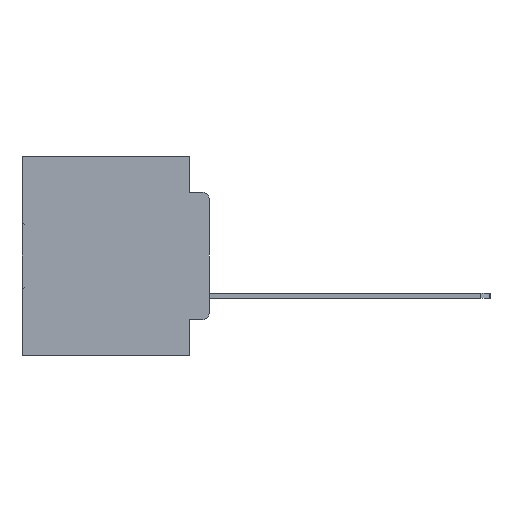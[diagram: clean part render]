
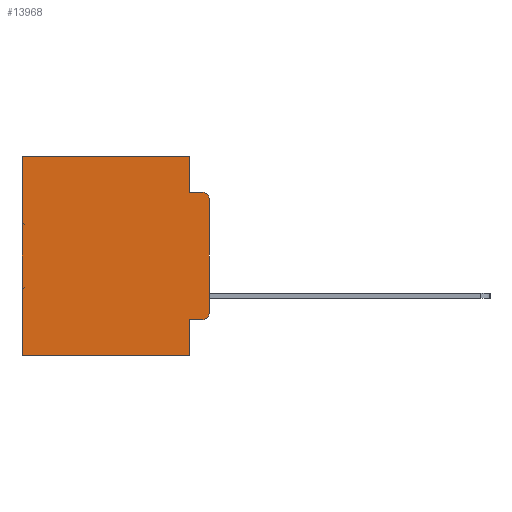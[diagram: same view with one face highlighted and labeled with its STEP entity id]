
A CAD part, left-side view. The second image highlights one B-rep face of the part: STEP entity #13968.
In plain terms, the highlighted planar face has unit normal (-1, 0, 0).
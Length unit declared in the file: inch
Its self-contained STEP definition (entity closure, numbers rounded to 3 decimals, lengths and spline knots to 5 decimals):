
#382 = AXIS2_PLACEMENT_3D ( 'NONE', #2895, #21861, #5614 ) ;
#386 = VERTEX_POINT ( 'NONE', #24367 ) ;
#902 = CARTESIAN_POINT ( 'NONE',  ( 0.298, 0.051, -0.4115 ) ) ;
#1010 = AXIS2_PLACEMENT_3D ( 'NONE', #22587, #6334, #25283 ) ;
#1103 = VERTEX_POINT ( 'NONE', #6960 ) ;
#1802 = LINE ( 'NONE', #19984, #15429 ) ;
#1829 = DIRECTION ( 'NONE',  ( 0., -1., 0. ) ) ;
#2164 = CARTESIAN_POINT ( 'NONE',  ( 0.298, 0.02, -0.0885 ) ) ;
#2289 = LINE ( 'NONE', #902, #8674 ) ;
#2411 = VERTEX_POINT ( 'NONE', #31475 ) ;
#2895 = CARTESIAN_POINT ( 'NONE',  ( 0.298, 0., 0. ) ) ;
#3222 = CARTESIAN_POINT ( 'NONE',  ( 0.298, 0.473, 0. ) ) ;
#3476 = CARTESIAN_POINT ( 'NONE',  ( 0.298, 0., -0.3915 ) ) ;
#3907 = CARTESIAN_POINT ( 'NONE',  ( 0.298, 0.051, -0.4115 ) ) ;
#4054 = VERTEX_POINT ( 'NONE', #3476 ) ;
#4079 = EDGE_CURVE ( 'NONE', #386, #4054, #27997, .T. ) ;
#4095 = CARTESIAN_POINT ( 'NONE',  ( 0.298, 0.02, -0.4115 ) ) ;
#4385 = VERTEX_POINT ( 'NONE', #2164 ) ;
#4734 = ORIENTED_EDGE ( 'NONE', *, *, #30004, .F. ) ;
#5614 = DIRECTION ( 'NONE',  ( 0., 0., -1. ) ) ;
#5822 = EDGE_LOOP ( 'NONE', ( #27985, #19200, #4734, #10307, #11048, #21185, #27482, #33902, #29468, #29409 ) ) ;
#5824 = CIRCLE ( 'NONE', #1010, 0.02 ) ;
#6334 = DIRECTION ( 'NONE',  ( -1., 0., 0. ) ) ;
#6464 = DIRECTION ( 'NONE',  ( 0., 0., -1. ) ) ;
#6486 = CARTESIAN_POINT ( 'NONE',  ( 0.298, 0.02, -0.1085 ) ) ;
#6660 = LINE ( 'NONE', #24051, #26516 ) ;
#6960 = CARTESIAN_POINT ( 'NONE',  ( 0.298, 0.051, -0.0885 ) ) ;
#7886 = EDGE_CURVE ( 'NONE', #29849, #33511, #30147, .T. ) ;
#8091 = AXIS2_PLACEMENT_3D ( 'NONE', #6486, #25430, #9254 ) ;
#8426 = VECTOR ( 'NONE', #30053, 39.37008 ) ;
#8674 = VECTOR ( 'NONE', #33141, 39.37008 ) ;
#9254 = DIRECTION ( 'NONE',  ( 0., 0., -1. ) ) ;
#9698 = DIRECTION ( 'NONE',  ( 0., 1., 0. ) ) ;
#10307 = ORIENTED_EDGE ( 'NONE', *, *, #28276, .F. ) ;
#10487 = FACE_OUTER_BOUND ( 'NONE', #5822, .T. ) ;
#11048 = ORIENTED_EDGE ( 'NONE', *, *, #7886, .T. ) ;
#11229 = VECTOR ( 'NONE', #1829, 39.37008 ) ;
#11437 = CARTESIAN_POINT ( 'NONE',  ( 0.298, 0.051, 0. ) ) ;
#11868 = CARTESIAN_POINT ( 'NONE',  ( 0.298, 0.473, 0. ) ) ;
#13968 = ADVANCED_FACE ( 'NONE', ( #10487 ), #19160, .F. ) ;
#14450 = CARTESIAN_POINT ( 'NONE',  ( 0.298, 0., 0. ) ) ;
#14690 = CARTESIAN_POINT ( 'NONE',  ( 0.298, 0.051, 0. ) ) ;
#14914 = VERTEX_POINT ( 'NONE', #4095 ) ;
#15429 = VECTOR ( 'NONE', #6464, 39.37008 ) ;
#17131 = CIRCLE ( 'NONE', #8091, 0.02 ) ;
#17250 = VERTEX_POINT ( 'NONE', #30635 ) ;
#19160 = PLANE ( 'NONE',  #382 ) ;
#19200 = ORIENTED_EDGE ( 'NONE', *, *, #31740, .T. ) ;
#19846 = DIRECTION ( 'NONE',  ( 0., 0., -1. ) ) ;
#19984 = CARTESIAN_POINT ( 'NONE',  ( 0.298, 0.051, 0. ) ) ;
#20738 = VECTOR ( 'NONE', #30159, 39.37008 ) ;
#21108 = EDGE_CURVE ( 'NONE', #14914, #4054, #5824, .T. ) ;
#21185 = ORIENTED_EDGE ( 'NONE', *, *, #26503, .T. ) ;
#21861 = DIRECTION ( 'NONE',  ( 1., 0., 0. ) ) ;
#22587 = CARTESIAN_POINT ( 'NONE',  ( 0.298, 0.02, -0.3915 ) ) ;
#22949 = EDGE_CURVE ( 'NONE', #30491, #14914, #2289, .T. ) ;
#23153 = VECTOR ( 'NONE', #9698, 39.37008 ) ;
#24051 = CARTESIAN_POINT ( 'NONE',  ( 0.298, 0., -0.5 ) ) ;
#24367 = CARTESIAN_POINT ( 'NONE',  ( 0.298, 0., -0.1085 ) ) ;
#24740 = EDGE_CURVE ( 'NONE', #30491, #17250, #1802, .T. ) ;
#25283 = DIRECTION ( 'NONE',  ( 0., 0., -1. ) ) ;
#25430 = DIRECTION ( 'NONE',  ( -1., 0., 0. ) ) ;
#26503 = EDGE_CURVE ( 'NONE', #33511, #2411, #34746, .T. ) ;
#26516 = VECTOR ( 'NONE', #34431, 39.37008 ) ;
#27192 = VECTOR ( 'NONE', #19846, 39.37008 ) ;
#27482 = ORIENTED_EDGE ( 'NONE', *, *, #28718, .F. ) ;
#27985 = ORIENTED_EDGE ( 'NONE', *, *, #4079, .F. ) ;
#27997 = LINE ( 'NONE', #14450, #27192 ) ;
#28214 = LINE ( 'NONE', #11437, #8426 ) ;
#28276 = EDGE_CURVE ( 'NONE', #29849, #1103, #28214, .T. ) ;
#28489 = CARTESIAN_POINT ( 'NONE',  ( 0.298, 0., 0. ) ) ;
#28718 = EDGE_CURVE ( 'NONE', #17250, #2411, #6660, .T. ) ;
#29409 = ORIENTED_EDGE ( 'NONE', *, *, #21108, .T. ) ;
#29468 = ORIENTED_EDGE ( 'NONE', *, *, #22949, .T. ) ;
#29849 = VERTEX_POINT ( 'NONE', #14690 ) ;
#30004 = EDGE_CURVE ( 'NONE', #1103, #4385, #32523, .T. ) ;
#30053 = DIRECTION ( 'NONE',  ( 0., 0., -1. ) ) ;
#30147 = LINE ( 'NONE', #28489, #23153 ) ;
#30159 = DIRECTION ( 'NONE',  ( 0., 0., -1. ) ) ;
#30491 = VERTEX_POINT ( 'NONE', #3907 ) ;
#30635 = CARTESIAN_POINT ( 'NONE',  ( 0.298, 0.051, -0.5 ) ) ;
#31475 = CARTESIAN_POINT ( 'NONE',  ( 0.298, 0.473, -0.5 ) ) ;
#31740 = EDGE_CURVE ( 'NONE', #386, #4385, #17131, .T. ) ;
#32523 = LINE ( 'NONE', #33901, #11229 ) ;
#33141 = DIRECTION ( 'NONE',  ( 0., -1., 0. ) ) ;
#33511 = VERTEX_POINT ( 'NONE', #11868 ) ;
#33901 = CARTESIAN_POINT ( 'NONE',  ( 0.298, 0.051, -0.0885 ) ) ;
#33902 = ORIENTED_EDGE ( 'NONE', *, *, #24740, .F. ) ;
#34431 = DIRECTION ( 'NONE',  ( 0., 1., 0. ) ) ;
#34746 = LINE ( 'NONE', #3222, #20738 ) ;
